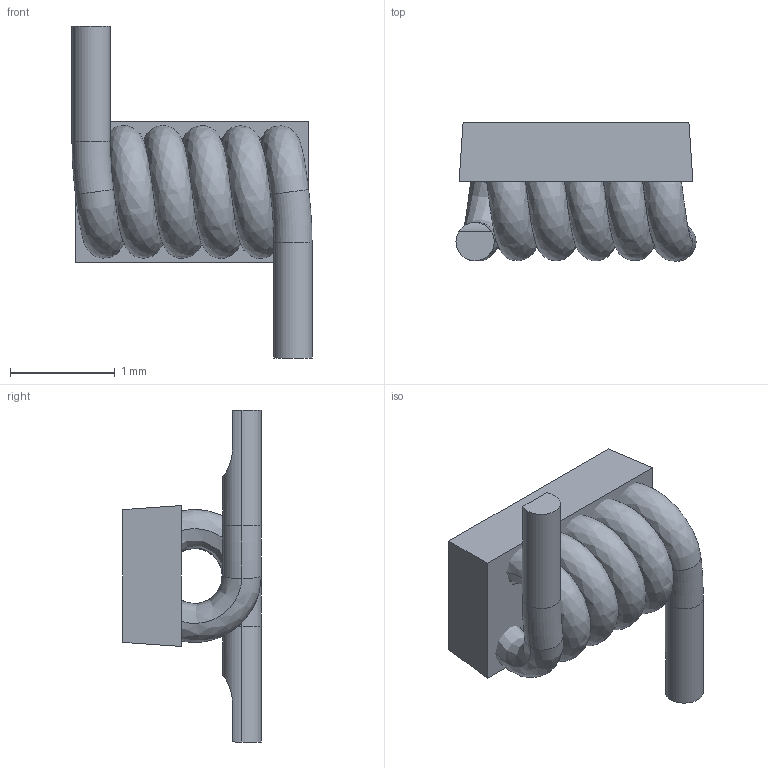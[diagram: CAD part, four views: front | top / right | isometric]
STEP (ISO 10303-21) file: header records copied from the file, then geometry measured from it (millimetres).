
FILE_DESCRIPTION (( 'STEP AP214' ), '1' );
FILE_NAME ('Coilcraft-0906-5L.STEP', '2019-01-03T13:39:01', ( '' ), ( '' ), 'SwSTEP 2.0', 'SolidWorks 2018', '' );
FILE_SCHEMA (( 'AUTOMOTIVE_DESIGN' ));
Length unit declared in the file: millimetre
Products named in the file (3): Coilcraft-0906-5L; Coilcraft-0906-5L_W28ATZ2-X [0906-1606]_0906-5; Coilcraft-0906-5L_36-625 [T7-669-1]_0906-5
Assembly tree (2 placements, depth 2):
  Coilcraft-0906-5L
    Coilcraft-0906-5L_36-625 [T7-669-1]_0906-5
    Coilcraft-0906-5L_W28ATZ2-X [0906-1606]_0906-5
Bounding box: 2.3 x 1.32 x 3.17 mm (x, y, z)
Volume: 3.4 mm3; surface area: 29.9 mm2
Topology: 2 solids, 2 shells, 22 faces, 48 edges, 30 vertices
Faces by surface type: plane 10, cylinder 6, torus 4, bspline 2
Entity records: 3058 total; most frequent: CARTESIAN_POINT 2223, DIRECTION 114, ORIENTED_EDGE 96, EDGE_CURVE 48, AXIS2_PLACEMENT_3D 45, VERTEX_POINT 30, UNCERTAINTY_MEASURE_WITH_UNIT 29, PRESENTATION_LAYER_ASSIGNMENT 26
